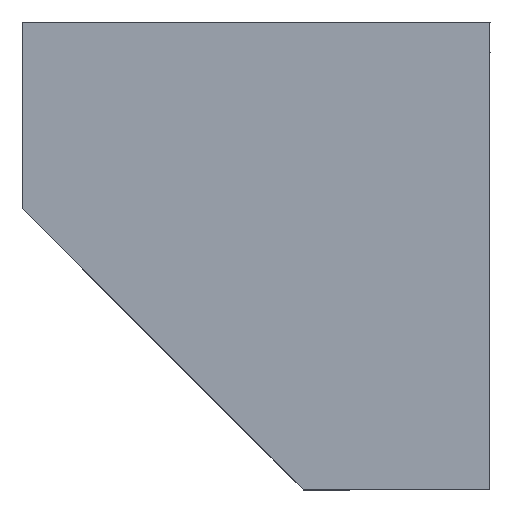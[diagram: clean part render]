
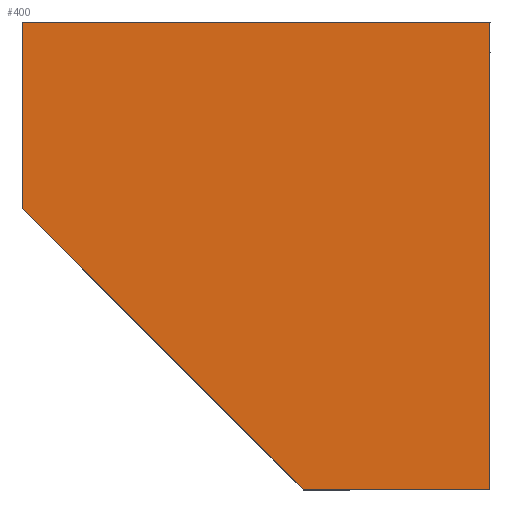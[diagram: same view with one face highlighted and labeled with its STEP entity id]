
A CAD part, front view. The second image highlights one B-rep face of the part: STEP entity #400.
In plain terms, the highlighted planar face has unit normal (0, -1, 0).
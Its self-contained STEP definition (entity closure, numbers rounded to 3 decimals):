
#15 = EDGE_LOOP ( 'NONE', ( #51, #50, #49, #48, #105 ) ) ;
#42 = VECTOR ( 'NONE', #237, 1000. ) ;
#48 = ORIENTED_EDGE ( 'NONE', *, *, #218, .F. ) ;
#49 = ORIENTED_EDGE ( 'NONE', *, *, #178, .F. ) ;
#50 = ORIENTED_EDGE ( 'NONE', *, *, #225, .F. ) ;
#51 = ORIENTED_EDGE ( 'NONE', *, *, #200, .T. ) ;
#66 = LINE ( 'NONE', #250, #42 ) ;
#77 = VECTOR ( 'NONE', #372, 1000. ) ;
#79 = VECTOR ( 'NONE', #303, 1000. ) ;
#81 = VECTOR ( 'NONE', #279, 1000. ) ;
#82 = LINE ( 'NONE', #337, #94 ) ;
#84 = LINE ( 'NONE', #330, #79 ) ;
#86 = LINE ( 'NONE', #247, #81 ) ;
#94 = VECTOR ( 'NONE', #263, 1000. ) ;
#105 = ORIENTED_EDGE ( 'NONE', *, *, #195, .F. ) ;
#114 = FACE_OUTER_BOUND ( 'NONE', #15, .T. ) ;
#122 = LINE ( 'NONE', #373, #77 ) ;
#178 = EDGE_CURVE ( 'NONE', #370, #376, #122, .T. ) ;
#195 = EDGE_CURVE ( 'NONE', #381, #380, #82, .T. ) ;
#200 = EDGE_CURVE ( 'NONE', #381, #368, #86, .T. ) ;
#211 = AXIS2_PLACEMENT_3D ( 'NONE', #298, #344, #345 ) ;
#218 = EDGE_CURVE ( 'NONE', #380, #370, #84, .T. ) ;
#225 = EDGE_CURVE ( 'NONE', #376, #368, #66, .T. ) ;
#237 = DIRECTION ( 'NONE',  ( -1., 0., 0. ) ) ;
#242 = CARTESIAN_POINT ( 'NONE',  ( 76.2, 0., 0. ) ) ;
#247 = CARTESIAN_POINT ( 'NONE',  ( -16.479, 0., -13.921 ) ) ;
#250 = CARTESIAN_POINT ( 'NONE',  ( 0., 0., -76.2 ) ) ;
#258 = CARTESIAN_POINT ( 'NONE',  ( 76.2, 0., -76.2 ) ) ;
#263 = DIRECTION ( 'NONE',  ( 0., 0., 1. ) ) ;
#279 = DIRECTION ( 'NONE',  ( 0.707, 0., -0.707 ) ) ;
#298 = CARTESIAN_POINT ( 'NONE',  ( 0., 0., -76.2 ) ) ;
#303 = DIRECTION ( 'NONE',  ( 1., 0., 0. ) ) ;
#305 = PLANE ( 'NONE',  #211 ) ;
#310 = CARTESIAN_POINT ( 'NONE',  ( 45.8, 0., -76.2 ) ) ;
#330 = CARTESIAN_POINT ( 'NONE',  ( 0., 0., 0. ) ) ;
#332 = CARTESIAN_POINT ( 'NONE',  ( 0., 0., 0. ) ) ;
#333 = CARTESIAN_POINT ( 'NONE',  ( 0., 0., -30.4 ) ) ;
#337 = CARTESIAN_POINT ( 'NONE',  ( 0., 0., 0. ) ) ;
#344 = DIRECTION ( 'NONE',  ( 0., -1., 0. ) ) ;
#345 = DIRECTION ( 'NONE',  ( 0., 0., -1. ) ) ;
#368 = VERTEX_POINT ( 'NONE', #310 ) ;
#370 = VERTEX_POINT ( 'NONE', #242 ) ;
#372 = DIRECTION ( 'NONE',  ( 0., 0., -1. ) ) ;
#373 = CARTESIAN_POINT ( 'NONE',  ( 76.2, 0., 0. ) ) ;
#376 = VERTEX_POINT ( 'NONE', #258 ) ;
#380 = VERTEX_POINT ( 'NONE', #332 ) ;
#381 = VERTEX_POINT ( 'NONE', #333 ) ;
#400 = ADVANCED_FACE ( 'NONE', ( #114 ), #305, .T. ) ;
